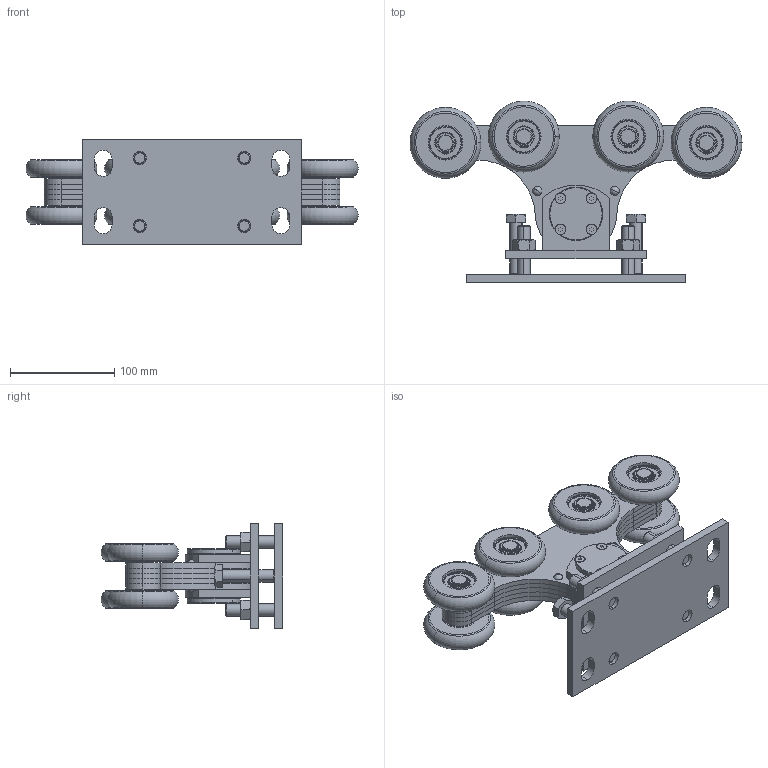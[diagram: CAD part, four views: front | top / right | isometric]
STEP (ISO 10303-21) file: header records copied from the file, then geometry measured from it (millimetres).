
FILE_DESCRIPTION (( 'STEP AP214' ), '1' );
FILE_NAME ('H_34B-4-90x99-NYLON.STEP', '2025-06-06T11:48:18', ( '' ), ( '' ), 'SwSTEP 2.0', 'SolidWorks 2019', '' );
FILE_SCHEMA (( 'AUTOMOTIVE_DESIGN' ));
Length unit declared in the file: millimetre
Products named in the file (35): Koliesko Fe; SS_6202_RS_3; PART 2.2; SS_6202_RS; PART 7_skupina; SS_6202_RS_16; PART 3; SS_6202_RS_14; SKRUTKA DIN 933 8.8 Zink._M12 x 50; KRUZOK DIN 471_POISTNY_KRUZOK_ 15; H_34B-4-90x99-NYLON; PART1_Default<Jako obrobenì>; MATICA DIN 934_MATICA M12; Nit DIN 660, 5x35; PART 9_Pre vìkres<Jako svaýenì>; PART2_skupina; PART 8; SS_6202_RS_5; Skrutka DIN 7991_Skrutka M 5x18; PART 2.1; PART 6
Assembly tree (166 placements, depth 4):
  H_34B-4-90x99-NYLON
    PART1_Default<Jako obrobenì>
    PART2_skupina
      PART 2.1  x3
      PART 2.2  x2
      Nit DIN 660, 5x35  x2
    PART 3  x2
    PART 6  x4
    PART 7_skupina
      SS_6202_RS
        SS_6202_RS_3  x2
        SS_6202_RS_5  x8
        SS_6202_RS_14
        SS_6202_RS_16
      Koliesko Fe
    PART 8  x8
    PART 7_skupina
      SS_6202_RS
        SS_6202_RS_3  x2
        SS_6202_RS_5  x8
        SS_6202_RS_14
        SS_6202_RS_16
      Koliesko Fe
    KRUZOK DIN 471_POISTNY_KRUZOK_ 15  x8
    PART 7_skupina
      SS_6202_RS
        SS_6202_RS_3  x2
        SS_6202_RS_5  x8
        SS_6202_RS_14
        SS_6202_RS_16
      Koliesko Fe
    PART 7_skupina
      SS_6202_RS
        SS_6202_RS_3  x2
        SS_6202_RS_5  x8
        SS_6202_RS_14
        SS_6202_RS_16
      Koliesko Fe
    PART 7_skupina
      SS_6202_RS
        SS_6202_RS_3  x2
        SS_6202_RS_5  x8
        SS_6202_RS_14
        SS_6202_RS_16
      Koliesko Fe
    PART 7_skupina
      SS_6202_RS
        SS_6202_RS_3  x2
        SS_6202_RS_5  x8
        SS_6202_RS_14
        SS_6202_RS_16
      Koliesko Fe
    PART 7_skupina
      SS_6202_RS
        SS_6202_RS_3  x2
        SS_6202_RS_5  x8
        SS_6202_RS_14
        SS_6202_RS_16
      Koliesko Fe
    PART 7_skupina
Bounding box: 317.93 x 173.96 x 100 mm (x, y, z)
Volume: 1176006.5 mm3; surface area: 475383.4 mm2
Topology: 155 solids, 155 shells, 2453 faces, 5983 edges, 3700 vertices
Faces by surface type: cylinder 870, cone 628, plane 467, torus 352, sphere 136
Entity records: 18731 total; most frequent: CARTESIAN_POINT 3139, DIRECTION 3019, ORIENTED_EDGE 2304, AXIS2_PLACEMENT_3D 1278, EDGE_CURVE 1152, VERTEX_POINT 735, CIRCLE 613, EDGE_LOOP 587
